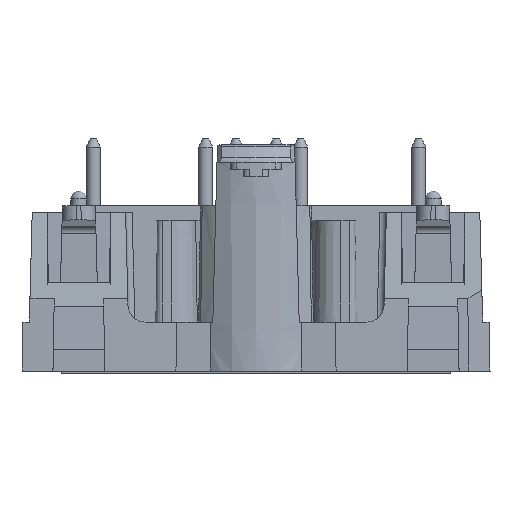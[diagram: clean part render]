
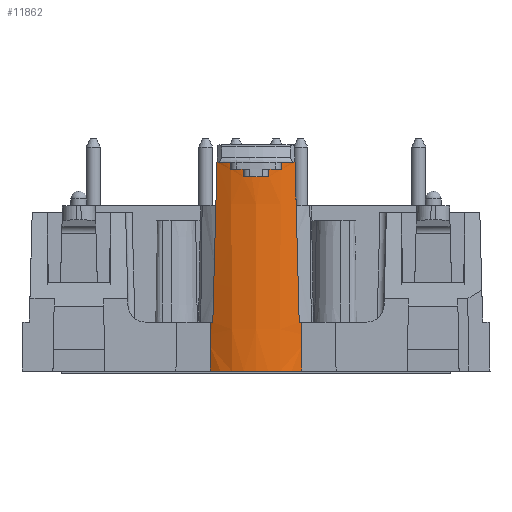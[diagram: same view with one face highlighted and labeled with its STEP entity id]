
A CAD part, left-side view. The second image highlights one B-rep face of the part: STEP entity #11862.
In plain terms, the highlighted conical face has half-angle 0.516 degrees and reference radius 5.5 mm.
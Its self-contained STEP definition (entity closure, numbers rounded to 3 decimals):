
#103=CONICAL_SURFACE('',#12732,5.5,0.009);
#132=ELLIPSE('',#12175,248.172,3.71);
#265=ELLIPSE('',#12706,283.039,6.957);
#275=ELLIPSE('',#12733,248.172,3.71);
#276=ELLIPSE('',#12735,283.039,6.957);
#809=LINE('',#17163,#1563);
#968=LINE('',#17744,#1722);
#973=LINE('',#17771,#1727);
#1020=LINE('',#17957,#1774);
#1563=VECTOR('',#14385,1000.);
#1722=VECTOR('',#14886,1000.);
#1727=VECTOR('',#14925,1000.);
#1774=VECTOR('',#15142,1000.);
#4043=ORIENTED_EDGE('',*,*,#4909,.F.);
#4044=ORIENTED_EDGE('',*,*,#5593,.F.);
#4045=ORIENTED_EDGE('',*,*,#5594,.T.);
#4046=ORIENTED_EDGE('',*,*,#5595,.F.);
#4047=ORIENTED_EDGE('',*,*,#4967,.T.);
#4048=ORIENTED_EDGE('',*,*,#5262,.T.);
#4049=ORIENTED_EDGE('',*,*,#5397,.T.);
#4050=ORIENTED_EDGE('',*,*,#5510,.T.);
#4051=ORIENTED_EDGE('',*,*,#5163,.T.);
#4052=ORIENTED_EDGE('',*,*,#5499,.T.);
#4053=ORIENTED_EDGE('',*,*,#4922,.T.);
#4054=ORIENTED_EDGE('',*,*,#5596,.T.);
#4055=ORIENTED_EDGE('',*,*,#5283,.T.);
#4056=ORIENTED_EDGE('',*,*,#5575,.F.);
#4057=ORIENTED_EDGE('',*,*,#5333,.T.);
#4058=ORIENTED_EDGE('',*,*,#4698,.T.);
#4698=EDGE_CURVE('',#5869,#5868,#132,.T.);
#4909=EDGE_CURVE('',#6045,#5868,#6551,.T.);
#4922=EDGE_CURVE('',#6055,#6054,#6552,.T.);
#4967=EDGE_CURVE('',#6093,#6092,#6567,.T.);
#5163=EDGE_CURVE('',#6225,#6224,#6602,.T.);
#5262=EDGE_CURVE('',#6092,#6286,#809,.T.);
#5283=EDGE_CURVE('',#6299,#6298,#6620,.T.);
#5333=EDGE_CURVE('',#6318,#5869,#6627,.T.);
#5397=EDGE_CURVE('',#6286,#6357,#6631,.T.);
#5499=EDGE_CURVE('',#6224,#6055,#968,.T.);
#5510=EDGE_CURVE('',#6357,#6225,#973,.T.);
#5575=EDGE_CURVE('',#6318,#6298,#265,.T.);
#5593=EDGE_CURVE('',#6199,#6045,#275,.T.);
#5594=EDGE_CURVE('',#6199,#6434,#6659,.T.);
#5595=EDGE_CURVE('',#6093,#6434,#276,.T.);
#5596=EDGE_CURVE('',#6054,#6299,#1020,.T.);
#5868=VERTEX_POINT('',#15939);
#5869=VERTEX_POINT('',#15941);
#6045=VERTEX_POINT('',#16434);
#6054=VERTEX_POINT('',#16459);
#6055=VERTEX_POINT('',#16461);
#6092=VERTEX_POINT('',#16582);
#6093=VERTEX_POINT('',#16584);
#6199=VERTEX_POINT('',#16889);
#6224=VERTEX_POINT('',#16964);
#6225=VERTEX_POINT('',#16966);
#6286=VERTEX_POINT('',#17162);
#6298=VERTEX_POINT('',#17201);
#6299=VERTEX_POINT('',#17203);
#6318=VERTEX_POINT('',#17360);
#6357=VERTEX_POINT('',#17491);
#6434=VERTEX_POINT('',#17955);
#6551=CIRCLE('',#12261,5.469);
#6552=CIRCLE('',#12266,5.595);
#6567=CIRCLE('',#12296,5.6);
#6602=CIRCLE('',#12409,5.591);
#6620=CIRCLE('',#12473,5.6);
#6627=CIRCLE('',#12513,5.5);
#6631=CIRCLE('',#12550,5.595);
#6659=CIRCLE('',#12734,5.5);
#7192=EDGE_LOOP('',(#4043,#4044,#4045,#4046,#4047,#4048,#4049,#4050,#4051,
#4052,#4053,#4054,#4055,#4056,#4057,#4058));
#7808=FACE_BOUND('',#7192,.T.);
#11862=ADVANCED_FACE('',(#7808),#103,.T.);
#12175=AXIS2_PLACEMENT_3D('',#15940,#13414,#13415);
#12261=AXIS2_PLACEMENT_3D('',#16435,#13746,#13747);
#12266=AXIS2_PLACEMENT_3D('',#16460,#13767,#13768);
#12296=AXIS2_PLACEMENT_3D('',#16583,#13846,#13847);
#12409=AXIS2_PLACEMENT_3D('',#16965,#14209,#14210);
#12473=AXIS2_PLACEMENT_3D('',#17202,#14422,#14423);
#12513=AXIS2_PLACEMENT_3D('',#17362,#14534,#14535);
#12550=AXIS2_PLACEMENT_3D('',#17492,#14655,#14656);
#12706=AXIS2_PLACEMENT_3D('',#17915,#15075,#15076);
#12732=AXIS2_PLACEMENT_3D('',#17952,#15134,#15135);
#12733=AXIS2_PLACEMENT_3D('',#17953,#15136,#15137);
#12734=AXIS2_PLACEMENT_3D('',#17954,#15138,#15139);
#12735=AXIS2_PLACEMENT_3D('',#17956,#15140,#15141);
#13414=DIRECTION('',(-1.,0.,-0.017));
#13415=DIRECTION('',(-0.017,0.,1.));
#13746=DIRECTION('',(0.,0.,-1.));
#13747=DIRECTION('',(1.,0.,0.));
#13767=DIRECTION('',(0.,0.,-1.));
#13768=DIRECTION('',(-1.,0.,0.));
#13846=DIRECTION('',(0.,0.,-1.));
#13847=DIRECTION('',(-1.,0.,0.));
#14209=DIRECTION('',(0.,0.,-1.));
#14210=DIRECTION('',(-1.,0.,0.));
#14385=DIRECTION('',(0.009,0.,-1.));
#14422=DIRECTION('',(0.,0.,-1.));
#14423=DIRECTION('',(-1.,0.,0.));
#14534=DIRECTION('',(0.,0.,-1.));
#14535=DIRECTION('',(-1.,0.,0.));
#14655=DIRECTION('',(0.,0.,-1.));
#14656=DIRECTION('',(-1.,0.,0.));
#14886=DIRECTION('',(-0.009,0.,1.));
#14925=DIRECTION('',(0.009,0.,-1.));
#15075=DIRECTION('',(0.,1.,0.026));
#15076=DIRECTION('',(0.,-0.026,1.));
#15134=DIRECTION('',(0.,0.,1.));
#15135=DIRECTION('',(-1.,0.,0.));
#15136=DIRECTION('',(1.,0.,0.017));
#15137=DIRECTION('',(-0.017,0.,1.));
#15138=DIRECTION('',(0.,0.,-1.));
#15139=DIRECTION('',(-1.,0.,0.));
#15140=DIRECTION('',(0.,-1.,0.026));
#15141=DIRECTION('',(0.,0.026,1.));
#15142=DIRECTION('',(-0.009,0.,1.));
#15939=CARTESIAN_POINT('',(-31.941,3.193,0.));
#15940=CARTESIAN_POINT('',(-29.735,0.,-126.336));
#15941=CARTESIAN_POINT('',(-32.,3.162,3.4));
#16434=CARTESIAN_POINT('',(-31.941,-3.193,0.));
#16435=CARTESIAN_POINT('',(-27.5,0.,0.));
#16459=CARTESIAN_POINT('',(-32.815,1.75,14.));
#16460=CARTESIAN_POINT('',(-27.5,0.,14.));
#16461=CARTESIAN_POINT('',(-33.023,0.9,14.));
#16582=CARTESIAN_POINT('',(-32.82,-1.75,14.5));
#16583=CARTESIAN_POINT('',(-27.5,0.,14.5));
#16584=CARTESIAN_POINT('',(-32.401,-2.709,14.5));
#16889=CARTESIAN_POINT('',(-32.,-3.162,3.4));
#16964=CARTESIAN_POINT('',(-33.018,0.9,13.5));
#16965=CARTESIAN_POINT('',(-27.5,0.,13.5));
#16966=CARTESIAN_POINT('',(-33.018,-0.9,13.5));
#17162=CARTESIAN_POINT('',(-32.815,-1.75,14.));
#17163=CARTESIAN_POINT('',(-32.817,-1.75,14.25));
#17201=CARTESIAN_POINT('',(-32.401,2.709,14.5));
#17202=CARTESIAN_POINT('',(-27.5,0.,14.5));
#17203=CARTESIAN_POINT('',(-32.82,1.75,14.5));
#17360=CARTESIAN_POINT('',(-32.11,3.,3.4));
#17362=CARTESIAN_POINT('',(-27.5,0.,3.4));
#17491=CARTESIAN_POINT('',(-33.023,-0.9,14.));
#17492=CARTESIAN_POINT('',(-27.5,0.,14.));
#17744=CARTESIAN_POINT('',(-33.02,0.9,13.75));
#17771=CARTESIAN_POINT('',(-33.02,-0.9,13.75));
#17915=CARTESIAN_POINT('',(-27.5,-2.549,215.309));
#17952=CARTESIAN_POINT('',(-27.5,0.,3.4));
#17953=CARTESIAN_POINT('',(-29.735,0.,-126.336));
#17954=CARTESIAN_POINT('',(-27.5,0.,3.4));
#17955=CARTESIAN_POINT('',(-32.11,-3.,3.4));
#17956=CARTESIAN_POINT('',(-27.5,2.549,215.309));
#17957=CARTESIAN_POINT('',(-32.817,1.75,14.25));
